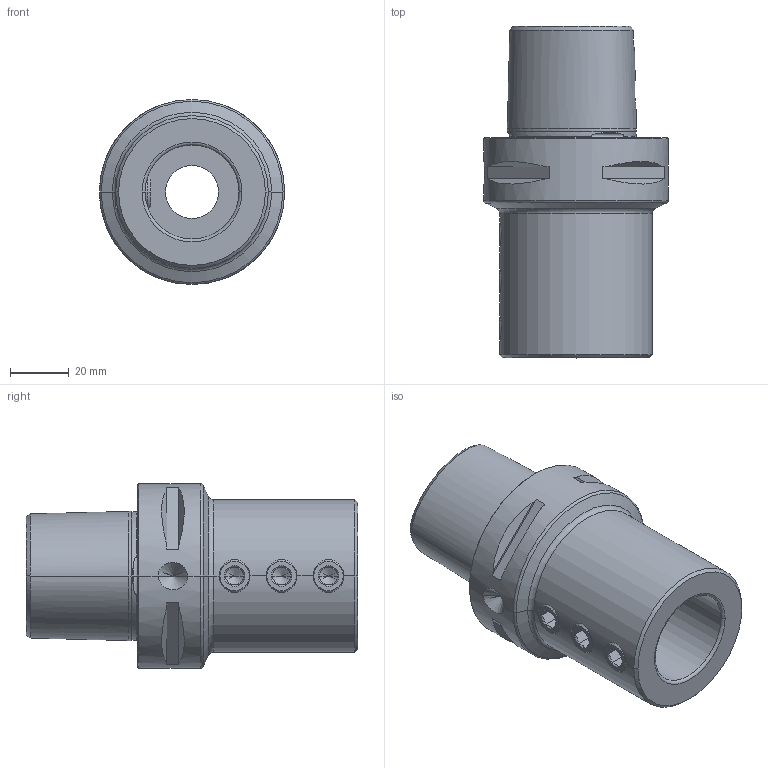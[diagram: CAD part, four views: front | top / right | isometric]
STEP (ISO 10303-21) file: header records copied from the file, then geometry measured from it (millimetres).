
FILE_DESCRIPTION((''),'2;1');
FILE_NAME('PT-D32-C63_SW0001','2016-05-27T',('042'),(''),'CREO PARAMETRIC BY PTC INC, 2014500','CREO PARAMETRIC BY PTC INC, 2014500','');
FILE_SCHEMA(('CONFIG_CONTROL_DESIGN'));
Length unit declared in the file: millimetre
Products named in the file (1): PT-D32-C63_SW0001
Bounding box: 63 x 113 x 63 mm (x, y, z)
Volume: 160193.7 mm3; surface area: 34349.3 mm2
Topology: 1 solids, 1 shells, 189 faces, 469 edges, 278 vertices
Faces by surface type: plane 70, cone 56, cylinder 35, bspline 14, torus 14
Entity records: 9509 total; most frequent: CARTESIAN_POINT 5203, ORIENTED_EDGE 914, DIRECTION 864, EDGE_CURVE 457, AXIS2_PLACEMENT_3D 348, VERTEX_POINT 278, EDGE_LOOP 201, FACE_OUTER_BOUND 189
